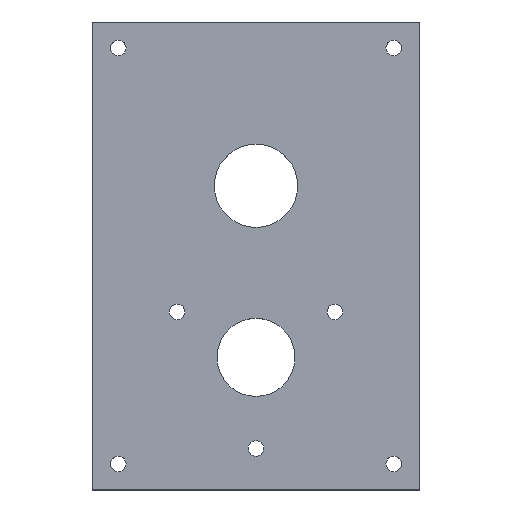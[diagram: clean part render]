
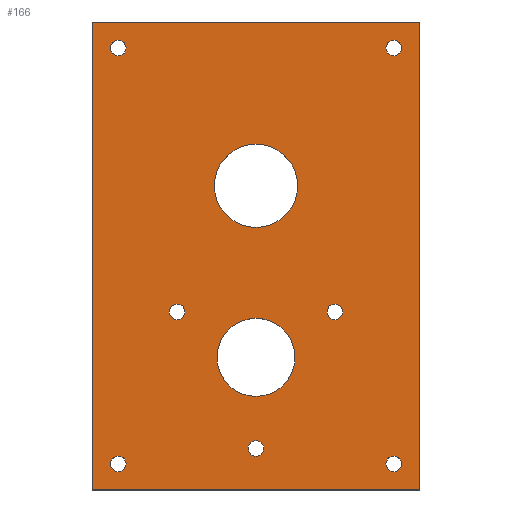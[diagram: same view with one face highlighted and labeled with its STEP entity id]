
A CAD part, top view. The second image highlights one B-rep face of the part: STEP entity #166.
In plain terms, the highlighted planar face has unit normal (0, 0, 1).
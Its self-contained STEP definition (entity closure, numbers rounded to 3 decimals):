
#106=FACE_BOUND('',#191,.T.);
#107=FACE_BOUND('',#192,.T.);
#108=FACE_BOUND('',#193,.T.);
#109=FACE_BOUND('',#194,.T.);
#110=FACE_BOUND('',#195,.T.);
#111=FACE_BOUND('',#196,.T.);
#112=FACE_BOUND('',#197,.T.);
#113=FACE_BOUND('',#198,.T.);
#114=FACE_BOUND('',#199,.T.);
#115=FACE_BOUND('',#200,.T.);
#144=CIRCLE('',#375,3.);
#145=CIRCLE('',#376,3.);
#146=CIRCLE('',#377,3.);
#147=CIRCLE('',#378,3.);
#148=CIRCLE('',#379,3.);
#149=CIRCLE('',#380,3.);
#150=CIRCLE('',#381,3.);
#151=CIRCLE('',#382,16.);
#152=CIRCLE('',#383,15.);
#166=ADVANCED_FACE('',(#106,#107,#108,#109,#110,#111,#112,#113,#114,#115),
#181,.T.);
#181=PLANE('',#384);
#191=EDGE_LOOP('',(#245));
#192=EDGE_LOOP('',(#246));
#193=EDGE_LOOP('',(#247));
#194=EDGE_LOOP('',(#248));
#195=EDGE_LOOP('',(#249));
#196=EDGE_LOOP('',(#250));
#197=EDGE_LOOP('',(#251));
#198=EDGE_LOOP('',(#252));
#199=EDGE_LOOP('',(#253));
#200=EDGE_LOOP('',(#254,#255,#256,#257));
#245=ORIENTED_EDGE('',*,*,#327,.F.);
#246=ORIENTED_EDGE('',*,*,#328,.F.);
#247=ORIENTED_EDGE('',*,*,#329,.F.);
#248=ORIENTED_EDGE('',*,*,#330,.F.);
#249=ORIENTED_EDGE('',*,*,#331,.T.);
#250=ORIENTED_EDGE('',*,*,#332,.T.);
#251=ORIENTED_EDGE('',*,*,#333,.F.);
#252=ORIENTED_EDGE('',*,*,#334,.F.);
#253=ORIENTED_EDGE('',*,*,#335,.F.);
#254=ORIENTED_EDGE('',*,*,#317,.T.);
#255=ORIENTED_EDGE('',*,*,#321,.T.);
#256=ORIENTED_EDGE('',*,*,#324,.T.);
#257=ORIENTED_EDGE('',*,*,#326,.T.);
#291=VERTEX_POINT('',#492);
#292=VERTEX_POINT('',#494);
#294=VERTEX_POINT('',#500);
#296=VERTEX_POINT('',#506);
#297=VERTEX_POINT('',#513);
#298=VERTEX_POINT('',#515);
#299=VERTEX_POINT('',#517);
#300=VERTEX_POINT('',#519);
#301=VERTEX_POINT('',#521);
#302=VERTEX_POINT('',#523);
#303=VERTEX_POINT('',#525);
#304=VERTEX_POINT('',#527);
#305=VERTEX_POINT('',#529);
#317=EDGE_CURVE('',#292,#291,#347,.T.);
#321=EDGE_CURVE('',#291,#294,#351,.T.);
#324=EDGE_CURVE('',#294,#296,#354,.T.);
#326=EDGE_CURVE('',#296,#292,#356,.T.);
#327=EDGE_CURVE('',#297,#297,#144,.T.);
#328=EDGE_CURVE('',#298,#298,#145,.T.);
#329=EDGE_CURVE('',#299,#299,#146,.T.);
#330=EDGE_CURVE('',#300,#300,#147,.T.);
#331=EDGE_CURVE('',#301,#301,#148,.T.);
#332=EDGE_CURVE('',#302,#302,#149,.T.);
#333=EDGE_CURVE('',#303,#303,#150,.T.);
#334=EDGE_CURVE('',#304,#304,#151,.T.);
#335=EDGE_CURVE('',#305,#305,#152,.T.);
#347=LINE('',#493,#359);
#351=LINE('',#501,#363);
#354=LINE('',#507,#366);
#356=LINE('',#510,#368);
#359=VECTOR('',#410,1.);
#363=VECTOR('',#416,1.);
#366=VECTOR('',#421,1.);
#368=VECTOR('',#425,1.);
#375=AXIS2_PLACEMENT_3D('',#512,#428,#429);
#376=AXIS2_PLACEMENT_3D('',#514,#430,#431);
#377=AXIS2_PLACEMENT_3D('',#516,#432,#433);
#378=AXIS2_PLACEMENT_3D('',#518,#434,#435);
#379=AXIS2_PLACEMENT_3D('',#520,#436,#437);
#380=AXIS2_PLACEMENT_3D('',#522,#438,#439);
#381=AXIS2_PLACEMENT_3D('',#524,#440,#441);
#382=AXIS2_PLACEMENT_3D('',#526,#442,#443);
#383=AXIS2_PLACEMENT_3D('',#528,#444,#445);
#384=AXIS2_PLACEMENT_3D('',#530,#446,#447);
#410=DIRECTION('',(0.,-1.,0.));
#416=DIRECTION('',(1.,0.,0.));
#421=DIRECTION('',(0.,1.,0.));
#425=DIRECTION('',(-1.,0.,0.));
#428=DIRECTION('',(0.,0.,1.));
#429=DIRECTION('',(-0.5,-0.866,0.));
#430=DIRECTION('',(0.,0.,1.));
#431=DIRECTION('',(1.,0.,0.));
#432=DIRECTION('',(0.,0.,1.));
#433=DIRECTION('',(-0.5,0.866,0.));
#434=DIRECTION('',(0.,0.,1.));
#435=DIRECTION('',(-1.,0.,0.));
#436=DIRECTION('',(0.,0.,-1.));
#437=DIRECTION('',(-1.,0.,0.));
#438=DIRECTION('',(0.,0.,-1.));
#439=DIRECTION('',(1.,0.,0.));
#440=DIRECTION('',(0.,0.,1.));
#441=DIRECTION('',(1.,0.,0.));
#442=DIRECTION('',(0.,0.,1.));
#443=DIRECTION('',(1.,0.,0.));
#444=DIRECTION('',(0.,0.,1.));
#445=DIRECTION('',(1.,0.,0.));
#446=DIRECTION('',(0.,0.,1.));
#447=DIRECTION('',(1.,0.,0.));
#492=CARTESIAN_POINT('',(0.,0.,10.));
#493=CARTESIAN_POINT('',(0.,180.,10.));
#494=CARTESIAN_POINT('',(0.,180.,10.));
#500=CARTESIAN_POINT('',(126.,0.,10.));
#501=CARTESIAN_POINT('',(0.,0.,10.));
#506=CARTESIAN_POINT('',(126.,180.,10.));
#507=CARTESIAN_POINT('',(126.,0.,10.));
#510=CARTESIAN_POINT('',(126.,180.,10.));
#512=CARTESIAN_POINT('',(32.689,68.5,10.));
#513=CARTESIAN_POINT('',(31.189,65.902,10.));
#514=CARTESIAN_POINT('',(63.,16.,10.));
#515=CARTESIAN_POINT('',(66.,16.,10.));
#516=CARTESIAN_POINT('',(93.311,68.5,10.));
#517=CARTESIAN_POINT('',(91.811,71.098,10.));
#518=CARTESIAN_POINT('',(116.,10.,10.));
#519=CARTESIAN_POINT('',(113.,10.,10.));
#520=CARTESIAN_POINT('',(116.,170.,10.));
#521=CARTESIAN_POINT('',(113.,170.,10.));
#522=CARTESIAN_POINT('',(10.,10.,10.));
#523=CARTESIAN_POINT('',(13.,10.,10.));
#524=CARTESIAN_POINT('',(10.,170.,10.));
#525=CARTESIAN_POINT('',(13.,170.,10.));
#526=CARTESIAN_POINT('',(63.,117.,10.));
#527=CARTESIAN_POINT('',(79.,117.,10.));
#528=CARTESIAN_POINT('',(63.,51.,10.));
#529=CARTESIAN_POINT('',(78.,51.,10.));
#530=CARTESIAN_POINT('',(0.,0.,10.));
